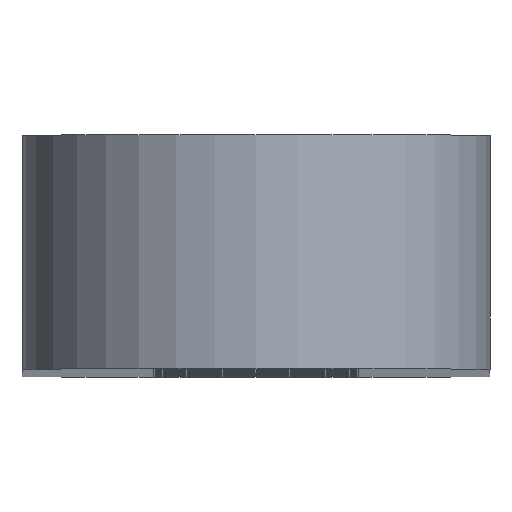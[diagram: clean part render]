
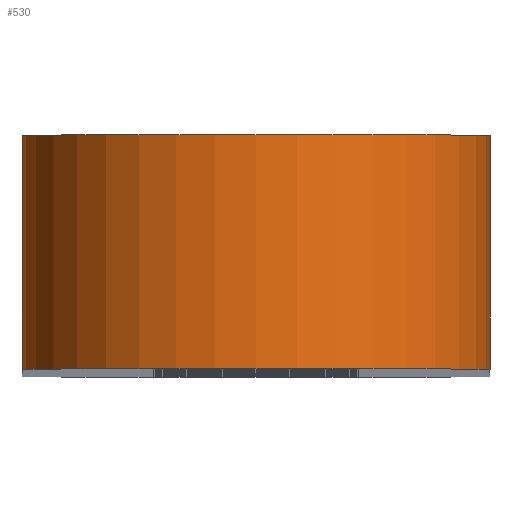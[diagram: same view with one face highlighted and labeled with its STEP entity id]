
A CAD part, top view. The second image highlights one B-rep face of the part: STEP entity #530.
In plain terms, the highlighted cylindrical face has radius 4 mm (diameter 8 mm), a partial arc.
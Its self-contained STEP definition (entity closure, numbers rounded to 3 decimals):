
#15=CYLINDRICAL_SURFACE('',#606,4.);
#66=FACE_OUTER_BOUND('',#104,.T.);
#104=EDGE_LOOP('',(#409,#410,#411,#412));
#143=LINE('',#895,#167);
#144=LINE('',#898,#168);
#167=VECTOR('',#721,10.);
#168=VECTOR('',#724,10.);
#189=CIRCLE('',#572,4.);
#223=CIRCLE('',#607,4.);
#241=VERTEX_POINT('',#821);
#242=VERTEX_POINT('',#822);
#277=VERTEX_POINT('',#894);
#278=VERTEX_POINT('',#896);
#297=EDGE_CURVE('',#241,#242,#189,.T.);
#333=EDGE_CURVE('',#242,#277,#143,.T.);
#334=EDGE_CURVE('',#277,#278,#223,.T.);
#335=EDGE_CURVE('',#278,#241,#144,.T.);
#409=ORIENTED_EDGE('',*,*,#297,.T.);
#410=ORIENTED_EDGE('',*,*,#333,.T.);
#411=ORIENTED_EDGE('',*,*,#334,.T.);
#412=ORIENTED_EDGE('',*,*,#335,.T.);
#530=ADVANCED_FACE('',(#66),#15,.T.);
#572=AXIS2_PLACEMENT_3D('',#823,#649,#650);
#606=AXIS2_PLACEMENT_3D('',#893,#719,#720);
#607=AXIS2_PLACEMENT_3D('',#897,#722,#723);
#649=DIRECTION('center_axis',(0.,-1.,0.));
#650=DIRECTION('ref_axis',(0.707,0.,0.707));
#719=DIRECTION('center_axis',(0.,1.,0.));
#720=DIRECTION('ref_axis',(0.707,0.,0.707));
#721=DIRECTION('',(0.,-1.,0.));
#722=DIRECTION('center_axis',(0.,1.,0.));
#723=DIRECTION('ref_axis',(0.707,0.,0.707));
#724=DIRECTION('',(0.,1.,0.));
#821=CARTESIAN_POINT('',(4.,4.,37.));
#822=CARTESIAN_POINT('',(-4.,4.,37.));
#823=CARTESIAN_POINT('Origin',(0.,4.,37.));
#893=CARTESIAN_POINT('Origin',(0.,0.,37.));
#894=CARTESIAN_POINT('',(-4.,0.,37.));
#895=CARTESIAN_POINT('',(-4.,0.,37.));
#896=CARTESIAN_POINT('',(4.,0.,37.));
#897=CARTESIAN_POINT('Origin',(0.,0.,37.));
#898=CARTESIAN_POINT('',(4.,0.,37.));
